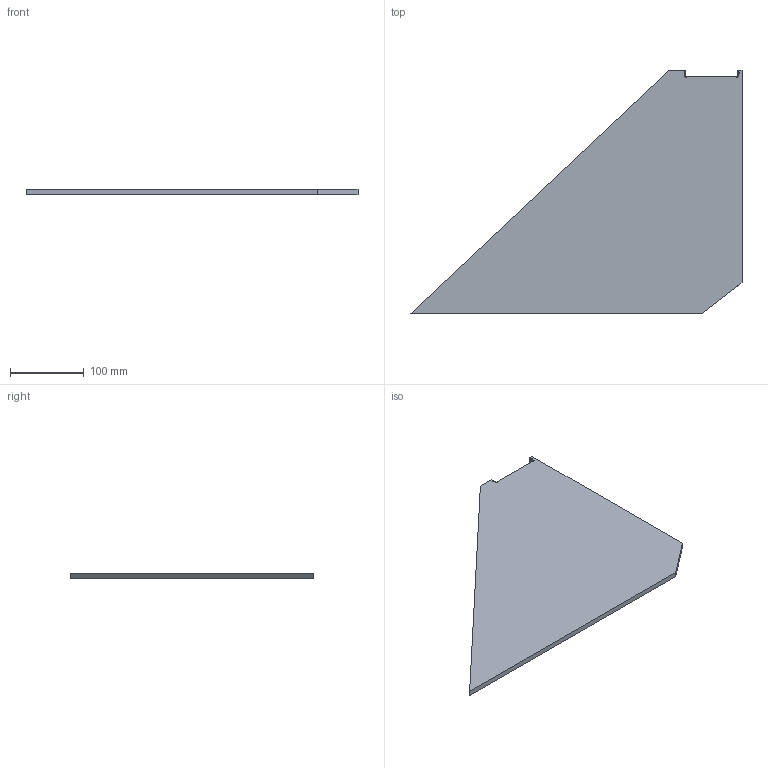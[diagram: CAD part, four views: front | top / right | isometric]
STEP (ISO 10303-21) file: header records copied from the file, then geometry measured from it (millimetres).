
FILE_DESCRIPTION(/* description */ (''),/* implementation_level */ '2;1');
FILE_NAME(/* name */ 'Outer HCAL Chimney Tile 12 Body - South 10-20-2022.stp',/* time_stamp */ '2022-10-20T08:30:02-04:00',/* author */ ('rick'),/* organization */ (''),/* preprocessor_version */ 'ST-DEVELOPER v19',/* originating_system */ 'Autodesk Inventor 2023',/* authorisation */ '');
FILE_SCHEMA (('AUTOMOTIVE_DESIGN { 1 0 10303 214 3 1 1 }'));
Products named in the file (2): Outer HCAL Chimney Tiles Xiachun-12-14-2021; Outer HCAL Chimney Tile 12
Assembly tree (1 placements, depth 2):
  Outer HCAL Chimney Tiles Xiachun-12-14-2021
    Outer HCAL Chimney Tile 12
Bounding box: 450.08 x 330.68 x 7 mm (x, y, z)
Volume: 622548.6 mm3; surface area: 187387.7 mm2
Topology: 1 solids, 1 shells, 21 faces, 57 edges, 38 vertices
Faces by surface type: plane 15, cylinder 6
Entity records: 743 total; most frequent: CARTESIAN_POINT 119, DIRECTION 117, ORIENTED_EDGE 114, EDGE_CURVE 57, LINE 45, VECTOR 45, VERTEX_POINT 38, AXIS2_PLACEMENT_3D 36
